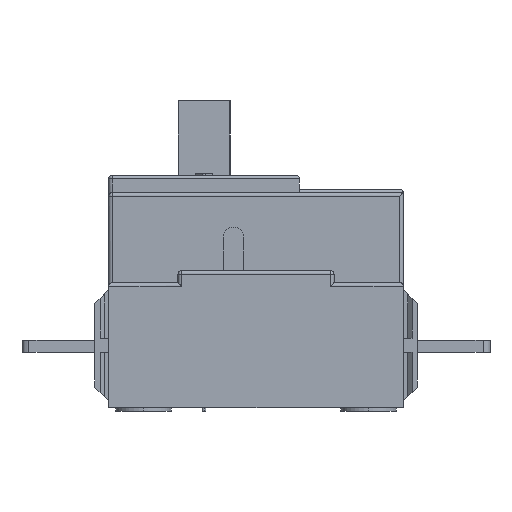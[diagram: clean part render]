
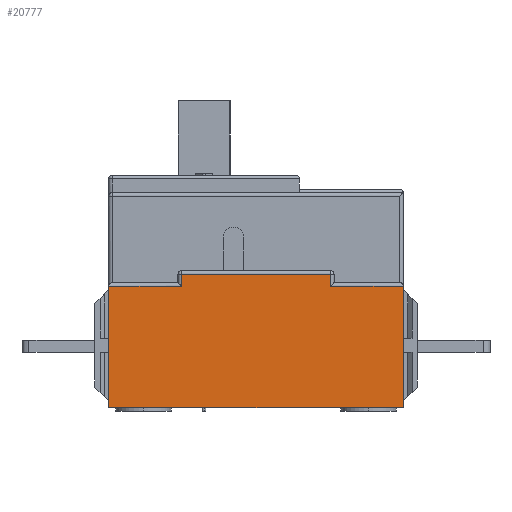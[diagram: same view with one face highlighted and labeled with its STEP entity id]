
A CAD part, left-side view. The second image highlights one B-rep face of the part: STEP entity #20777.
In plain terms, the highlighted planar face has unit normal (-1, 0, 0).
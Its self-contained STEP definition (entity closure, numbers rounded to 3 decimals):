
#11230=DIRECTION('',(0.,1.,0.));
#11231=VECTOR('',#11230,21.);
#11232=CARTESIAN_POINT('',(-85.,6.5,36.1));
#11233=LINE('',#11232,#11231);
#11237=DIRECTION('',(0.,0.,-1.));
#11238=VECTOR('',#11237,3.5);
#11239=CARTESIAN_POINT('',(-85.,6.5,39.6));
#11240=LINE('',#11239,#11238);
#11244=DIRECTION('',(0.,1.,0.));
#11245=VECTOR('',#11244,43.);
#11246=CARTESIAN_POINT('',(-85.,-36.5,39.6));
#11247=LINE('',#11246,#11245);
#11251=DIRECTION('',(0.,0.,1.));
#11252=VECTOR('',#11251,3.5);
#11253=CARTESIAN_POINT('',(-85.,-36.5,36.1));
#11254=LINE('',#11253,#11252);
#11258=DIRECTION('',(0.,1.,0.));
#11259=VECTOR('',#11258,21.);
#11260=CARTESIAN_POINT('',(-85.,-57.5,36.1));
#11261=LINE('',#11260,#11259);
#11265=DIRECTION('',(0.,0.,-1.));
#11266=VECTOR('',#11265,35.1);
#11267=CARTESIAN_POINT('',(-85.,-57.5,36.1));
#11268=LINE('',#11267,#11266);
#11272=DIRECTION('',(0.,1.,0.));
#11273=VECTOR('',#11272,85.);
#11274=CARTESIAN_POINT('',(-85.,-57.5,1.));
#11275=LINE('',#11274,#11273);
#11279=DIRECTION('',(0.,0.,1.));
#11280=VECTOR('',#11279,35.1);
#11281=CARTESIAN_POINT('',(-85.,27.5,1.));
#11282=LINE('',#11281,#11280);
#12243=CARTESIAN_POINT('',(-85.,-57.5,1.));
#12245=VERTEX_POINT('',#12243);
#12343=CARTESIAN_POINT('',(-85.,27.5,1.));
#12344=VERTEX_POINT('',#12343);
#13271=CARTESIAN_POINT('',(-85.,6.5,36.1));
#13272=CARTESIAN_POINT('',(-85.,27.5,36.1));
#13273=VERTEX_POINT('',#13271);
#13274=VERTEX_POINT('',#13272);
#13279=CARTESIAN_POINT('',(-85.,6.5,39.6));
#13280=VERTEX_POINT('',#13279);
#13289=CARTESIAN_POINT('',(-85.,-36.5,39.6));
#13290=VERTEX_POINT('',#13289);
#13297=CARTESIAN_POINT('',(-85.,-57.5,36.1));
#13298=CARTESIAN_POINT('',(-85.,-36.5,36.1));
#13299=VERTEX_POINT('',#13297);
#13300=VERTEX_POINT('',#13298);
#20758=CARTESIAN_POINT('',(-85.,19.,17.5));
#20759=DIRECTION('',(-1.,0.,0.));
#20760=DIRECTION('',(0.,0.,1.));
#20761=AXIS2_PLACEMENT_3D('',#20758,#20759,#20760);
#20762=PLANE('',#20761);
#20764=ORIENTED_EDGE('',*,*,#20763,.F.);
#20766=ORIENTED_EDGE('',*,*,#20765,.F.);
#20768=ORIENTED_EDGE('',*,*,#20767,.F.);
#20770=ORIENTED_EDGE('',*,*,#20769,.F.);
#20771=ORIENTED_EDGE('',*,*,#20744,.F.);
#20772=ORIENTED_EDGE('',*,*,#14893,.T.);
#20773=ORIENTED_EDGE('',*,*,#16740,.T.);
#20774=ORIENTED_EDGE('',*,*,#17269,.T.);
#20775=EDGE_LOOP('',(#20764,#20766,#20768,#20770,#20771,#20772,#20773,#20774));
#20776=FACE_OUTER_BOUND('',#20775,.F.);
#14893=EDGE_CURVE('',#13299,#12245,#11268,.T.);
#16740=EDGE_CURVE('',#12245,#12344,#11275,.T.);
#17269=EDGE_CURVE('',#12344,#13274,#11282,.T.);
#20744=EDGE_CURVE('',#13299,#13300,#11261,.T.);
#20763=EDGE_CURVE('',#13273,#13274,#11233,.T.);
#20765=EDGE_CURVE('',#13280,#13273,#11240,.T.);
#20767=EDGE_CURVE('',#13290,#13280,#11247,.T.);
#20769=EDGE_CURVE('',#13300,#13290,#11254,.T.);
#20777=ADVANCED_FACE('',(#20776),#20762,.T.);
